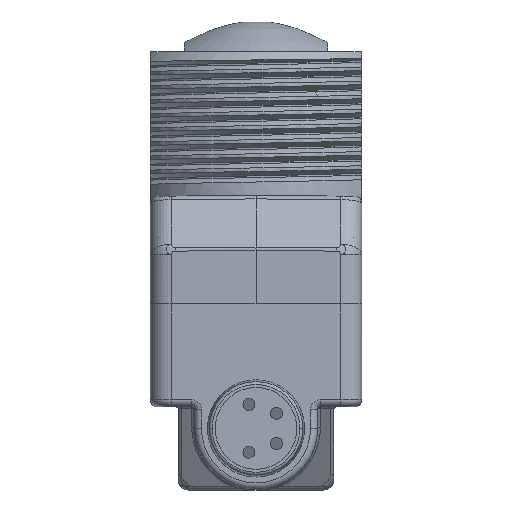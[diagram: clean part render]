
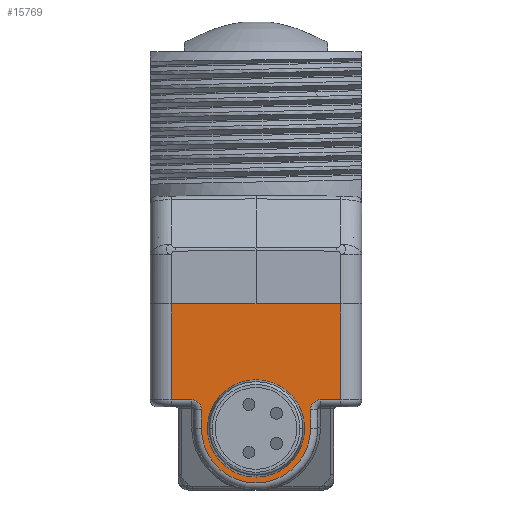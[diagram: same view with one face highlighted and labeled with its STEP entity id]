
A CAD part, front view. The second image highlights one B-rep face of the part: STEP entity #15769.
In plain terms, the highlighted planar face has unit normal (0, -1, 0).
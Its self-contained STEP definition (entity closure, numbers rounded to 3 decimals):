
#5399=CARTESIAN_POINT('',(-4.57,-17.25,-7.5));
#5400=DIRECTION('',(0.,-1.,0.));
#5401=DIRECTION('',(1.,0.,0.));
#5402=AXIS2_PLACEMENT_3D('',#5399,#5400,#5401);
#5413=DIRECTION('',(-1.,0.,0.));
#5414=VECTOR('',#5413,1.43);
#5415=CARTESIAN_POINT('',(-4.57,-17.25,-6.8));
#5416=LINE('',#5415,#5414);
#5455=DIRECTION('',(0.,0.,-1.));
#5456=VECTOR('',#5455,6.8);
#5457=CARTESIAN_POINT('',(-6.,-17.25,0.));
#5458=LINE('',#5457,#5456);
#5463=DIRECTION('',(1.,0.,0.));
#5464=VECTOR('',#5463,6.);
#5465=CARTESIAN_POINT('',(-6.,-17.25,0.));
#5466=LINE('',#5465,#5464);
#5467=DIRECTION('',(1.,0.,0.));
#5468=VECTOR('',#5467,6.);
#5469=CARTESIAN_POINT('',(0.,-17.25,0.));
#5470=LINE('',#5469,#5468);
#5471=CARTESIAN_POINT('',(0.,-17.25,-8.83));
#5472=DIRECTION('',(0.,-1.,0.));
#5473=DIRECTION('',(1.,0.,0.));
#5474=AXIS2_PLACEMENT_3D('',#5471,#5472,#5473);
#5476=CARTESIAN_POINT('',(0.,-17.25,-8.83));
#5477=DIRECTION('',(0.,-1.,0.));
#5478=DIRECTION('',(-1.,0.,0.));
#5479=AXIS2_PLACEMENT_3D('',#5476,#5477,#5478);
#5708=DIRECTION('',(0.,0.,1.));
#5709=VECTOR('',#5708,6.8);
#5710=CARTESIAN_POINT('',(6.,-17.25,-6.8));
#5711=LINE('',#5710,#5709);
#5731=DIRECTION('',(-1.,0.,0.));
#5732=VECTOR('',#5731,1.43);
#5733=CARTESIAN_POINT('',(6.,-17.25,-6.8));
#5734=LINE('',#5733,#5732);
#5745=CARTESIAN_POINT('',(4.57,-17.25,-7.5));
#5746=DIRECTION('',(0.,-1.,0.));
#5747=DIRECTION('',(0.,0.,1.));
#5748=AXIS2_PLACEMENT_3D('',#5745,#5746,#5747);
#6697=CARTESIAN_POINT('',(0.,-17.25,-8.83));
#6698=DIRECTION('',(0.,1.,0.));
#6699=DIRECTION('',(1.,0.,0.));
#6700=AXIS2_PLACEMENT_3D('',#6697,#6698,#6699);
#6711=DIRECTION('',(0.,0.,1.));
#6712=VECTOR('',#6711,1.33);
#6713=CARTESIAN_POINT('',(-3.87,-17.25,-8.83));
#6714=LINE('',#6713,#6712);
#6728=DIRECTION('',(0.,0.,-1.));
#6729=VECTOR('',#6728,1.33);
#6730=CARTESIAN_POINT('',(3.87,-17.25,-7.5));
#6731=LINE('',#6730,#6729);
#8615=CARTESIAN_POINT('',(-6.,-17.25,-6.8));
#8616=VERTEX_POINT('',#8615);
#8619=CARTESIAN_POINT('',(-4.57,-17.25,-6.8));
#8620=VERTEX_POINT('',#8619);
#8623=CARTESIAN_POINT('',(-3.87,-17.25,-7.5));
#8624=VERTEX_POINT('',#8623);
#8627=CARTESIAN_POINT('',(-3.87,-17.25,-8.83));
#8628=VERTEX_POINT('',#8627);
#8631=CARTESIAN_POINT('',(3.87,-17.25,-8.83));
#8632=VERTEX_POINT('',#8631);
#8635=CARTESIAN_POINT('',(3.87,-17.25,-7.5));
#8636=VERTEX_POINT('',#8635);
#8639=CARTESIAN_POINT('',(4.57,-17.25,-6.8));
#8640=VERTEX_POINT('',#8639);
#8643=CARTESIAN_POINT('',(6.,-17.25,-6.8));
#8644=VERTEX_POINT('',#8643);
#8665=CARTESIAN_POINT('',(-6.,-17.25,0.));
#8666=VERTEX_POINT('',#8665);
#8667=CARTESIAN_POINT('',(6.,-17.25,0.));
#8668=VERTEX_POINT('',#8667);
#8678=CARTESIAN_POINT('',(0.,-17.25,0.));
#8680=VERTEX_POINT('',#8678);
#8836=CARTESIAN_POINT('',(3.25,-17.25,-8.83));
#8837=CARTESIAN_POINT('',(-3.25,-17.25,-8.83));
#8838=VERTEX_POINT('',#8836);
#8839=VERTEX_POINT('',#8837);
#15738=CARTESIAN_POINT('',(0.,-17.25,0.));
#15739=DIRECTION('',(0.,1.,0.));
#15740=DIRECTION('',(1.,0.,0.));
#15741=AXIS2_PLACEMENT_3D('',#15738,#15739,#15740);
#15742=PLANE('',#15741);
#15743=ORIENTED_EDGE('',*,*,#9207,.T.);
#15745=ORIENTED_EDGE('',*,*,#15744,.T.);
#15747=ORIENTED_EDGE('',*,*,#15746,.F.);
#15749=ORIENTED_EDGE('',*,*,#15748,.T.);
#15751=ORIENTED_EDGE('',*,*,#15750,.T.);
#15753=ORIENTED_EDGE('',*,*,#15752,.T.);
#15755=ORIENTED_EDGE('',*,*,#15754,.T.);
#15757=ORIENTED_EDGE('',*,*,#15756,.T.);
#15758=ORIENTED_EDGE('',*,*,#15678,.T.);
#15759=ORIENTED_EDGE('',*,*,#15693,.T.);
#15760=ORIENTED_EDGE('',*,*,#15731,.F.);
#15761=EDGE_LOOP('',(#15743,#15745,#15747,#15749,#15751,#15753,#15755,#15757,
#15758,#15759,#15760));
#15762=FACE_OUTER_BOUND('',#15761,.F.);
#15764=ORIENTED_EDGE('',*,*,#15763,.T.);
#15766=ORIENTED_EDGE('',*,*,#15765,.T.);
#15767=EDGE_LOOP('',(#15764,#15766));
#15768=FACE_BOUND('',#15767,.F.);
#15769=ADVANCED_FACE('',(#15762,#15768),#15742,.F.);
#5403=CIRCLE('',#5402,0.7);
#5475=CIRCLE('',#5474,3.25);
#5480=CIRCLE('',#5479,3.25);
#5749=CIRCLE('',#5748,0.7);
#6701=CIRCLE('',#6700,3.87);
#9207=EDGE_CURVE('',#8666,#8680,#5466,.T.);
#15678=EDGE_CURVE('',#8624,#8620,#5403,.T.);
#15693=EDGE_CURVE('',#8620,#8616,#5416,.T.);
#15731=EDGE_CURVE('',#8666,#8616,#5458,.T.);
#15744=EDGE_CURVE('',#8680,#8668,#5470,.T.);
#15746=EDGE_CURVE('',#8644,#8668,#5711,.T.);
#15748=EDGE_CURVE('',#8644,#8640,#5734,.T.);
#15750=EDGE_CURVE('',#8640,#8636,#5749,.T.);
#15752=EDGE_CURVE('',#8636,#8632,#6731,.T.);
#15754=EDGE_CURVE('',#8632,#8628,#6701,.T.);
#15756=EDGE_CURVE('',#8628,#8624,#6714,.T.);
#15763=EDGE_CURVE('',#8838,#8839,#5475,.T.);
#15765=EDGE_CURVE('',#8839,#8838,#5480,.T.);
